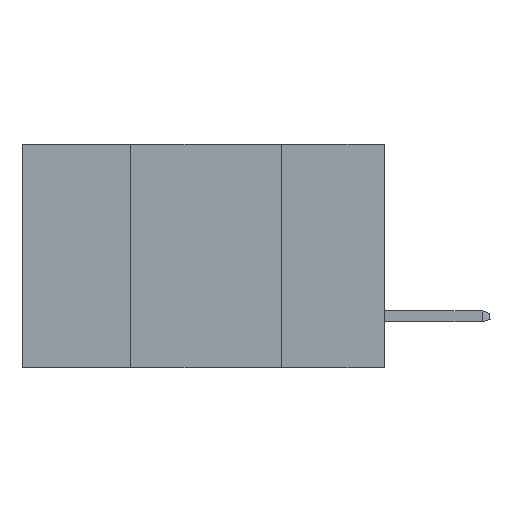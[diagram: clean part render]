
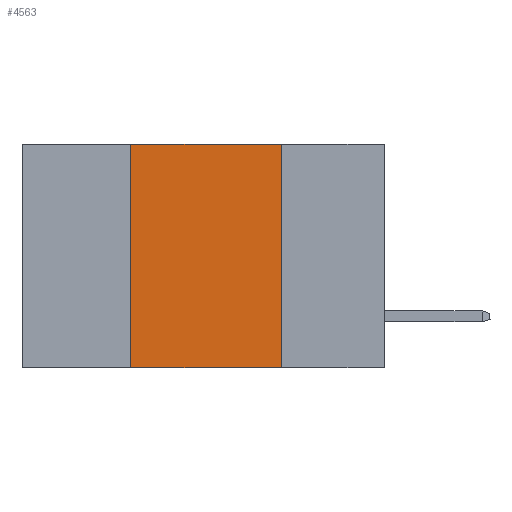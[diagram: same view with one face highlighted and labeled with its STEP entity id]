
A CAD part, left-side view. The second image highlights one B-rep face of the part: STEP entity #4563.
In plain terms, the highlighted planar face has unit normal (-1, 0, 0).
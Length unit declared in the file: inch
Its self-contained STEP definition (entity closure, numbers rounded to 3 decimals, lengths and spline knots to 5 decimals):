
#373 = EDGE_LOOP ( 'NONE', ( #24063, #9799, #4316, #17809 ) ) ;
#718 = CARTESIAN_POINT ( 'NONE',  ( 0., 0.17, -0.37 ) ) ;
#833 = CARTESIAN_POINT ( 'NONE',  ( 0., 0.17, 0. ) ) ;
#834 = DIRECTION ( 'NONE',  ( 0., 0., -1. ) ) ;
#1028 = EDGE_CURVE ( 'NONE', #21380, #17856, #23666, .T. ) ;
#1565 = LINE ( 'NONE', #6683, #21468 ) ;
#2863 = CARTESIAN_POINT ( 'NONE',  ( 0., 0.17, -0.37 ) ) ;
#3434 = LINE ( 'NONE', #718, #18226 ) ;
#4316 = ORIENTED_EDGE ( 'NONE', *, *, #23451, .F. ) ;
#4563 = ADVANCED_FACE ( 'NONE', ( #8280 ), #18481, .F. ) ;
#6683 = CARTESIAN_POINT ( 'NONE',  ( 0., 0.6, 0. ) ) ;
#8280 = FACE_OUTER_BOUND ( 'NONE', #373, .T. ) ;
#9799 = ORIENTED_EDGE ( 'NONE', *, *, #19632, .F. ) ;
#10261 = DIRECTION ( 'NONE',  ( 0., -1., 0. ) ) ;
#12069 = VERTEX_POINT ( 'NONE', #13930 ) ;
#13930 = CARTESIAN_POINT ( 'NONE',  ( 0., 0.42, 0. ) ) ;
#13966 = AXIS2_PLACEMENT_3D ( 'NONE', #18425, #18399, #18377 ) ;
#14073 = CARTESIAN_POINT ( 'NONE',  ( 0., 0.42, -0.37 ) ) ;
#14559 = EDGE_CURVE ( 'NONE', #15511, #17856, #3434, .T. ) ;
#15511 = VERTEX_POINT ( 'NONE', #833 ) ;
#15963 = DIRECTION ( 'NONE',  ( 0., 0., 1. ) ) ;
#17809 = ORIENTED_EDGE ( 'NONE', *, *, #1028, .T. ) ;
#17856 = VERTEX_POINT ( 'NONE', #2863 ) ;
#18154 = DIRECTION ( 'NONE',  ( 0., -1., 0. ) ) ;
#18226 = VECTOR ( 'NONE', #834, 39.37008 ) ;
#18377 = DIRECTION ( 'NONE',  ( 0., 0., -1. ) ) ;
#18399 = DIRECTION ( 'NONE',  ( 1., 0., 0. ) ) ;
#18425 = CARTESIAN_POINT ( 'NONE',  ( 0., 0.6, 0. ) ) ;
#18481 = PLANE ( 'NONE',  #13966 ) ;
#18616 = VECTOR ( 'NONE', #10261, 39.37008 ) ;
#19187 = CARTESIAN_POINT ( 'NONE',  ( 0., 0.6, -0.37 ) ) ;
#19632 = EDGE_CURVE ( 'NONE', #12069, #15511, #1565, .T. ) ;
#19724 = LINE ( 'NONE', #14073, #24724 ) ;
#19892 = CARTESIAN_POINT ( 'NONE',  ( 0., 0.42, -0.37 ) ) ;
#21380 = VERTEX_POINT ( 'NONE', #19892 ) ;
#21468 = VECTOR ( 'NONE', #18154, 39.37008 ) ;
#23451 = EDGE_CURVE ( 'NONE', #21380, #12069, #19724, .T. ) ;
#23666 = LINE ( 'NONE', #19187, #18616 ) ;
#24063 = ORIENTED_EDGE ( 'NONE', *, *, #14559, .F. ) ;
#24724 = VECTOR ( 'NONE', #15963, 39.37008 ) ;
